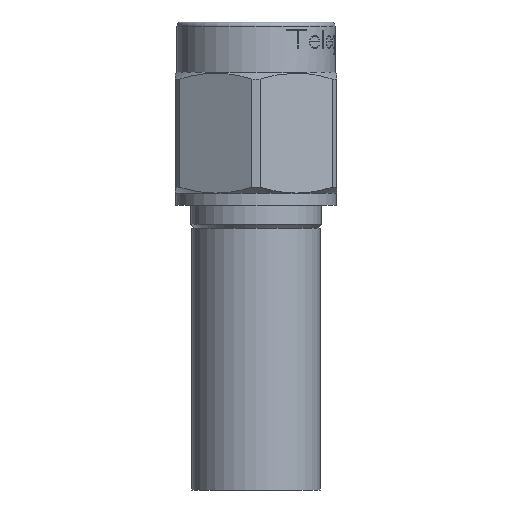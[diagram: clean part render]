
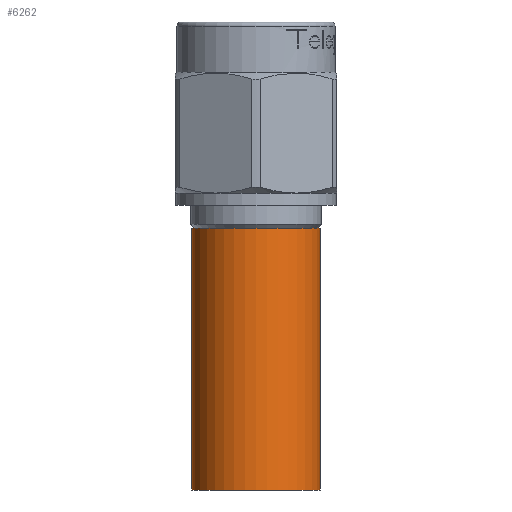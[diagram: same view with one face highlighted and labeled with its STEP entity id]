
A CAD part, front view. The second image highlights one B-rep face of the part: STEP entity #6262.
In plain terms, the highlighted cylindrical face has radius 3.2 mm (diameter 6.4 mm), a partial arc.
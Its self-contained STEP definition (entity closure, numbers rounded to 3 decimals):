
#536 = ORIENTED_EDGE ( 'NONE', *, *, #14917, .T. ) ;
#620 = EDGE_LOOP ( 'NONE', ( #7280, #3802, #536, #5273 ) ) ;
#741 = AXIS2_PLACEMENT_3D ( 'NONE', #4220, #5487, #10600 ) ;
#1607 = VERTEX_POINT ( 'NONE', #9387 ) ;
#2461 = EDGE_CURVE ( 'NONE', #13256, #1607, #2684, .T. ) ;
#2684 = CIRCLE ( 'NONE', #6703, 3.2 ) ;
#3678 = DIRECTION ( 'NONE',  ( 0., 0., 1. ) ) ;
#3753 = CIRCLE ( 'NONE', #13529, 3.2 ) ;
#3802 = ORIENTED_EDGE ( 'NONE', *, *, #2461, .T. ) ;
#3901 = CARTESIAN_POINT ( 'NONE',  ( -3.2, 0., -6.424 ) ) ;
#4220 = CARTESIAN_POINT ( 'NONE',  ( 0., 0., -6.424 ) ) ;
#4349 = DIRECTION ( 'NONE',  ( 0., 0., 1. ) ) ;
#5273 = ORIENTED_EDGE ( 'NONE', *, *, #13404, .F. ) ;
#5353 = VECTOR ( 'NONE', #9106, 1000. ) ;
#5487 = DIRECTION ( 'NONE',  ( 0., 0., 1. ) ) ;
#5944 = VERTEX_POINT ( 'NONE', #11907 ) ;
#6167 = FACE_OUTER_BOUND ( 'NONE', #620, .T. ) ;
#6262 = ADVANCED_FACE ( 'NONE', ( #6167 ), #7963, .T. ) ;
#6487 = CARTESIAN_POINT ( 'NONE',  ( -3.2, 0., -20.3 ) ) ;
#6703 = AXIS2_PLACEMENT_3D ( 'NONE', #6859, #15775, #8136 ) ;
#6859 = CARTESIAN_POINT ( 'NONE',  ( 0., 0., -20.3 ) ) ;
#7002 = VECTOR ( 'NONE', #3678, 1000. ) ;
#7280 = ORIENTED_EDGE ( 'NONE', *, *, #11948, .F. ) ;
#7963 = CYLINDRICAL_SURFACE ( 'NONE', #741, 3.2 ) ;
#8136 = DIRECTION ( 'NONE',  ( 1., 0., 0. ) ) ;
#9106 = DIRECTION ( 'NONE',  ( 0., 0., 1. ) ) ;
#9387 = CARTESIAN_POINT ( 'NONE',  ( 3.2, 0., -20.3 ) ) ;
#10505 = VERTEX_POINT ( 'NONE', #14243 ) ;
#10600 = DIRECTION ( 'NONE',  ( 1., 0., 0. ) ) ;
#11907 = CARTESIAN_POINT ( 'NONE',  ( -3.2, 0., -7.3 ) ) ;
#11948 = EDGE_CURVE ( 'NONE', #13256, #5944, #15522, .T. ) ;
#11976 = CARTESIAN_POINT ( 'NONE',  ( 0., 0., -7.3 ) ) ;
#13214 = DIRECTION ( 'NONE',  ( 1., 0., 0. ) ) ;
#13256 = VERTEX_POINT ( 'NONE', #6487 ) ;
#13404 = EDGE_CURVE ( 'NONE', #5944, #10505, #3753, .T. ) ;
#13529 = AXIS2_PLACEMENT_3D ( 'NONE', #11976, #4349, #13214 ) ;
#13720 = LINE ( 'NONE', #16346, #7002 ) ;
#14243 = CARTESIAN_POINT ( 'NONE',  ( 3.2, 0., -7.3 ) ) ;
#14917 = EDGE_CURVE ( 'NONE', #1607, #10505, #13720, .T. ) ;
#15522 = LINE ( 'NONE', #3901, #5353 ) ;
#15775 = DIRECTION ( 'NONE',  ( 0., 0., 1. ) ) ;
#16346 = CARTESIAN_POINT ( 'NONE',  ( 3.2, 0., -6.424 ) ) ;
